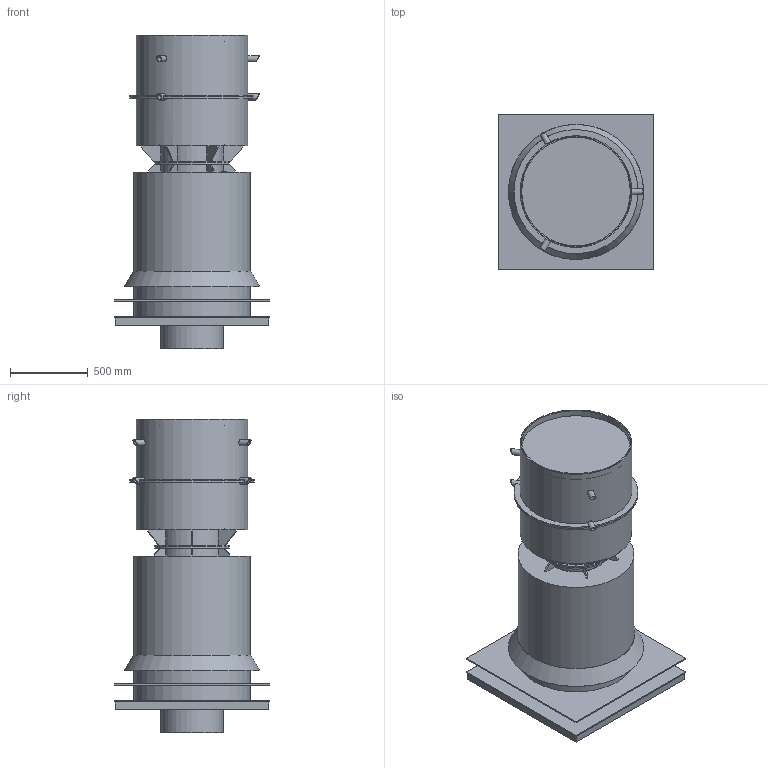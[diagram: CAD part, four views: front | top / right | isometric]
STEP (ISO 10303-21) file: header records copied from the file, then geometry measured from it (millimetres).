
FILE_DESCRIPTION(/* description */ ('VRV315_SDS'),/* implementation_level */ '2;1');
FILE_NAME(/* name */ 'VRV315_SDS_model.stp',/* time_stamp */ '2021-07-22T16:00:53+02:00',/* author */ ('Rissler'),/* organization */ ('Mietzsch GmbH Lufttechnik Dresden'),/* preprocessor_version */ 'ST-DEVELOPER v18.1',/* originating_system */ 'Autodesk Inventor 2020',/* authorisation */ '');
FILE_SCHEMA (('AUTOMOTIVE_DESIGN { 1 0 10303 214 3 1 1 }','MODEL_BASED_INTEGRATED_MANUFACTURING_SCHEMA'));
Length unit declared in the file: millimetre
Products named in the file (1): VRV_iL_CSV
Bounding box: 1000 x 1000 x 2023 mm (x, y, z)
Volume: 330260249.7 mm3; surface area: 16634514.9 mm2
Topology: 18 solids, 18 shells, 264 faces, 657 edges, 419 vertices
Faces by surface type: plane 167, cylinder 93, cone 4
Full cylindrical faces by diameter (mm): 10 x24, 29 x1, 30 x9, 32 x2, 40 x9, 392 x1, 394 x2, 400 x6, 480 x2, 700 x1, 710 x1, 720 x1, 750 x3
Entity records: 8697 total; most frequent: CARTESIAN_POINT 2015, DIRECTION 1369, ORIENTED_EDGE 1324, EDGE_CURVE 662, AXIS2_PLACEMENT_3D 487, VERTEX_POINT 419, LINE 395, VECTOR 395
